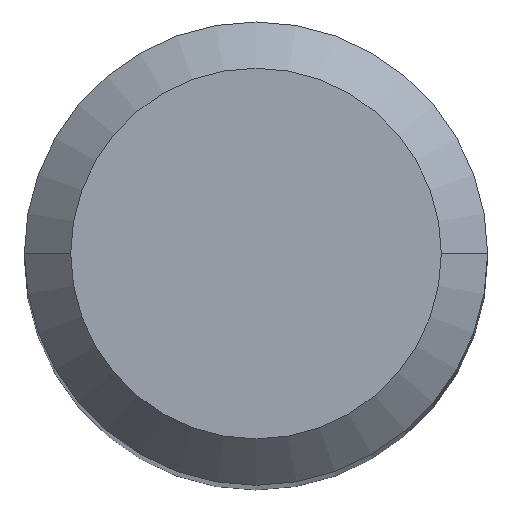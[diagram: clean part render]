
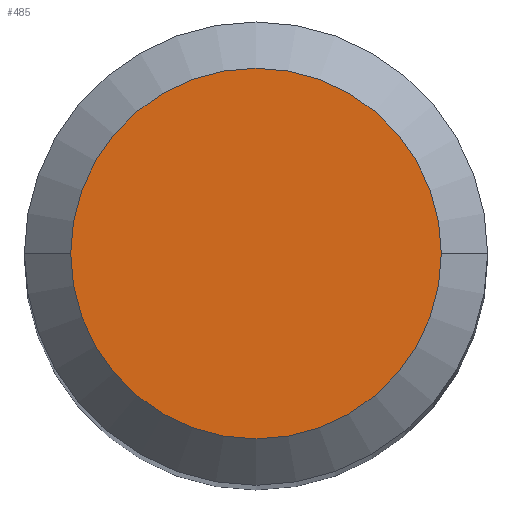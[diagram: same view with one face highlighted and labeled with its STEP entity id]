
A CAD part, top view. The second image highlights one B-rep face of the part: STEP entity #485.
In plain terms, the highlighted planar face has unit normal (0, 0, 1).
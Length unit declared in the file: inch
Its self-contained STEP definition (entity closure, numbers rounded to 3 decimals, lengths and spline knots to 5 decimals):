
#20 = CARTESIAN_POINT ( 'NONE',  ( 0., 0., 0. ) ) ;
#29 = VERTEX_POINT ( 'NONE', #136 ) ;
#52 = FACE_OUTER_BOUND ( 'NONE', #318, .T. ) ;
#70 = AXIS2_PLACEMENT_3D ( 'NONE', #20, #445, #279 ) ;
#86 = CIRCLE ( 'NONE', #331, 0.126 ) ;
#112 = DIRECTION ( 'NONE',  ( 0., 0., 1. ) ) ;
#136 = CARTESIAN_POINT ( 'NONE',  ( -0.126, 0., 0. ) ) ;
#149 = ORIENTED_EDGE ( 'NONE', *, *, #164, .T. ) ;
#156 = ORIENTED_EDGE ( 'NONE', *, *, #503, .T. ) ;
#164 = EDGE_CURVE ( 'NONE', #29, #446, #359, .T. ) ;
#175 = DIRECTION ( 'NONE',  ( 1., 0., 0. ) ) ;
#185 = CARTESIAN_POINT ( 'NONE',  ( 0., 0., 0. ) ) ;
#251 = CARTESIAN_POINT ( 'NONE',  ( 0., 0., 0. ) ) ;
#276 = DIRECTION ( 'NONE',  ( 0., 0., 1. ) ) ;
#279 = DIRECTION ( 'NONE',  ( -1., 0., 0. ) ) ;
#291 = CARTESIAN_POINT ( 'NONE',  ( 0.126, 0., 0. ) ) ;
#318 = EDGE_LOOP ( 'NONE', ( #149, #156 ) ) ;
#327 = AXIS2_PLACEMENT_3D ( 'NONE', #251, #276, #476 ) ;
#331 = AXIS2_PLACEMENT_3D ( 'NONE', #185, #112, #175 ) ;
#359 = CIRCLE ( 'NONE', #327, 0.126 ) ;
#390 = PLANE ( 'NONE',  #70 ) ;
#445 = DIRECTION ( 'NONE',  ( 0., 0., -1. ) ) ;
#446 = VERTEX_POINT ( 'NONE', #291 ) ;
#476 = DIRECTION ( 'NONE',  ( 1., 0., 0. ) ) ;
#485 = ADVANCED_FACE ( 'NONE', ( #52 ), #390, .F. ) ;
#503 = EDGE_CURVE ( 'NONE', #446, #29, #86, .T. ) ;
